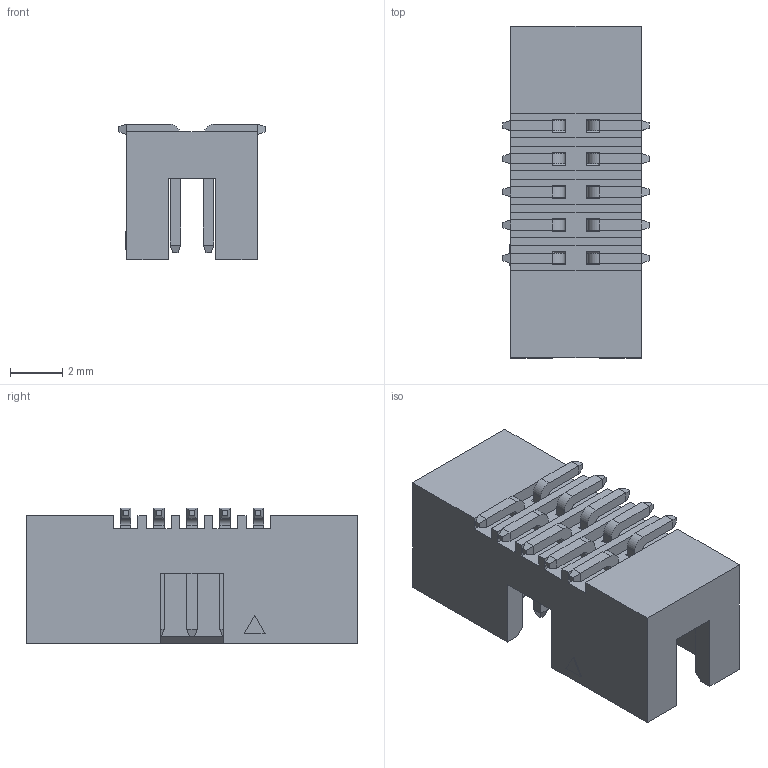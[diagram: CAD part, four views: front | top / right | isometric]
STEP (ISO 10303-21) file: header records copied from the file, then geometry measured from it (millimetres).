
FILE_DESCRIPTION (( 'STEP AP214' ), '1' );
FILE_NAME ('SWD_Header.STEP', '2021-01-15T10:14:14', ( '' ), ( '' ), 'SwSTEP 2.0', 'SolidWorks 2020', '' );
FILE_SCHEMA (( 'AUTOMOTIVE_DESIGN' ));
Length unit declared in the file: millimetre
Products named in the file (4): SWD_Header; 3221-10-0300-00 3D.STP; 801-2195-10-K.STP; 2195SM-PIN.STP
Assembly tree (12 placements, depth 3):
  SWD_Header
    3221-10-0300-00 3D.STP
      801-2195-10-K.STP
      2195SM-PIN.STP  x10
Bounding box: 5.6 x 12.7 x 5.2 mm (x, y, z)
Volume: 175.6 mm3; surface area: 510.1 mm2
Topology: 11 solids, 11 shells, 313 faces, 746 edges, 456 vertices
Faces by surface type: plane 293, cylinder 20
Entity records: 4656 total; most frequent: CARTESIAN_POINT 793, ORIENTED_EDGE 772, DIRECTION 724, EDGE_CURVE 386, LINE 382, VECTOR 382, VERTEX_POINT 240, EDGE_LOOP 172
